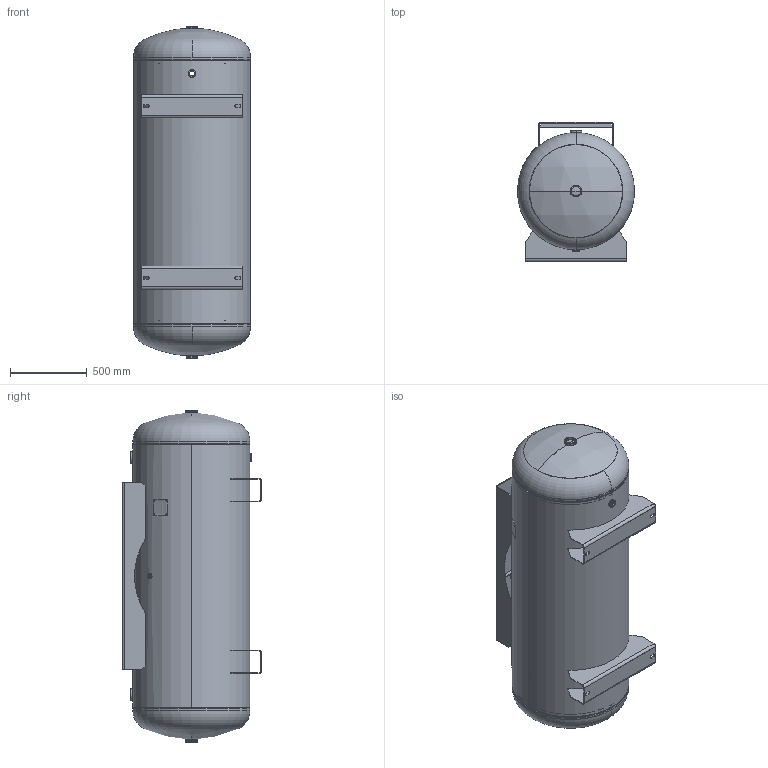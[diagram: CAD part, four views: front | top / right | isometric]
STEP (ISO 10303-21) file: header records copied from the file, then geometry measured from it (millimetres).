
FILE_DESCRIPTION (( 'STEP AP214' ), '1' );
FILE_NAME ('302485.STEP', '2024-04-02T20:58:29', ( '' ), ( '' ), 'SwSTEP 2.0', 'SolidWorks 2022', '' );
FILE_SCHEMA (( 'AUTOMOTIVE_DESIGN' ));
Length unit declared in the file: inch
Products named in the file (12): A55848.2; 302485-SL; PHOENIX RAD FLANGE_100P705-7R; PHOENIX RAD FLANGE_200P958 OR; PHOENIX FLAT FLANGE_2000O-RING; A55839; NP-HOR_30; A55918; 302485; A55880; PHOENIX FLAT FLANGE_0250P391; HEAD_30X186JOG
Assembly tree (17 placements, depth 3):
  302485
    302485-SL
    HEAD_30X186JOG  x2
    A55848.2  x2
    PHOENIX FLAT FLANGE_2000O-RING  x2
    PHOENIX RAD FLANGE_200P958 OR  x3
    PHOENIX FLAT FLANGE_0250P391
    PHOENIX RAD FLANGE_100P705-7R
    NP-HOR_30
    A55839
      A55880
      A55918  x2
Bounding box: 762 x 906.46 x 2160.89 mm (x, y, z)
Volume: 37650619.2 mm3; surface area: 14011769 mm2
Topology: 16 solids, 16 shells, 364 faces, 800 edges, 480 vertices
Faces by surface type: plane 120, cylinder 110, torus 100, bspline 22, sphere 8, cone 4
Entity records: 13227 total; most frequent: CARTESIAN_POINT 7472, DIRECTION 1133, ORIENTED_EDGE 1030, EDGE_CURVE 515, AXIS2_PLACEMENT_3D 467, VERTEX_POINT 312, EDGE_LOOP 269, CIRCLE 238
